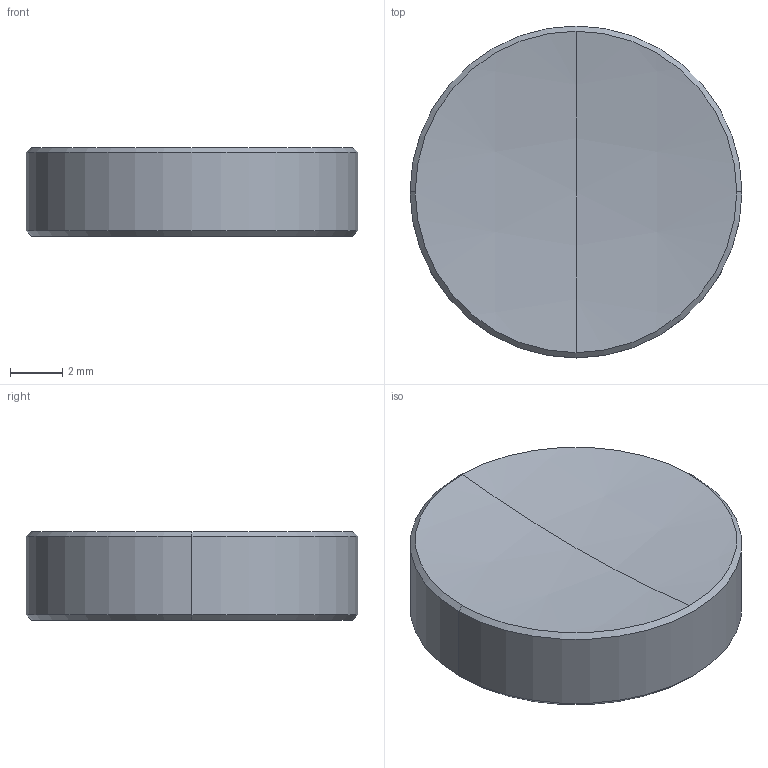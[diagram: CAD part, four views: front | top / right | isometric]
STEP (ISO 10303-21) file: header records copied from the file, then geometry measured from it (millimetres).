
FILE_DESCRIPTION (( 'STEP AP214' ), '1' );
FILE_NAME ('22192-E0W.STEP', '2011-04-13T15:49:18', ( 'Admin' ), ( 'Thorlabs, Inc.' ), 'SwSTEP 2.0', 'SolidWorks 2011', '' );
FILE_SCHEMA (( 'AUTOMOTIVE_DESIGN' ));
Length unit declared in the file: inch
Products named in the file (1): 22192-E0W
Bounding box: 12.7 x 12.7 x 3.38 mm (x, y, z)
Volume: 404.1 mm3; surface area: 379.6 mm2
Topology: 1 solids, 1 shells, 265 faces, 702 edges, 467 vertices
Faces by surface type: plane 151, bspline 106, cone 4, sphere 2, cylinder 2
Entity records: 17589 total; most frequent: CARTESIAN_POINT 8237, ORIENTED_EDGE 1404, DIRECTION 822, EDGE_CURVE 702, VECTOR 478, LINE 478, VERTEX_POINT 467, EDGE_LOOP 293
